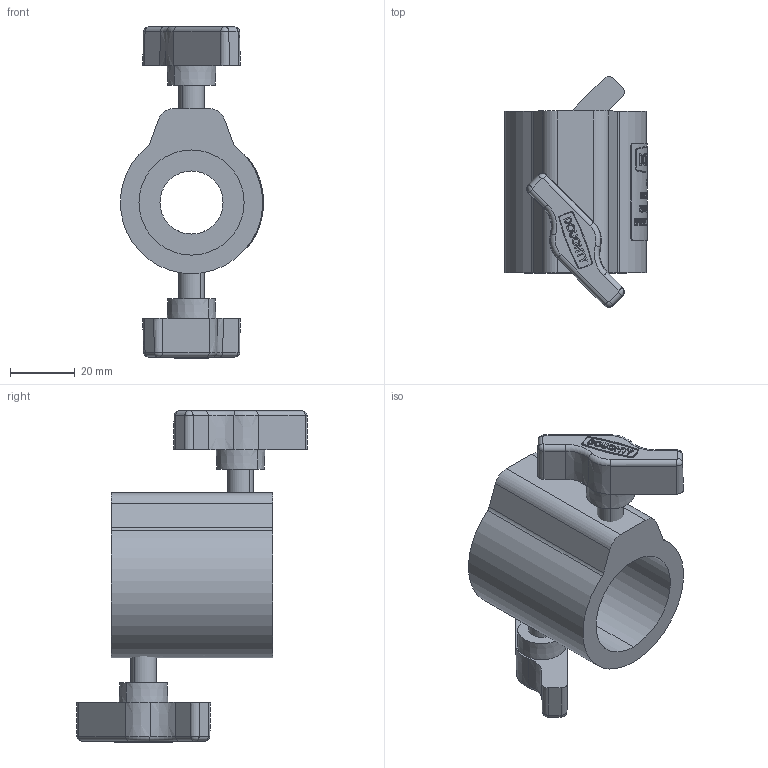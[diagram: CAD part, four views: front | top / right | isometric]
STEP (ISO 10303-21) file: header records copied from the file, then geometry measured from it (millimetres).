
FILE_DESCRIPTION (( 'STEP AP203' ), '1' );
FILE_NAME ('T50900.STEP', '2018-07-31T10:41:59', ( '' ), ( '' ), 'SwSTEP 2.0', 'SolidWorks 2016', '' );
FILE_SCHEMA (( 'CONFIG_CONTROL_DESIGN' ));
Length unit declared in the file: millimetre
Products named in the file (4): T50900; Doughty Knob_S0130; TH2038_TH1749; T50600 LABEL_T50900 LABEL
Assembly tree (4 placements, depth 2):
  T50900
    TH2038_TH1749
    Doughty Knob_S0130  x2
    T50600 LABEL_T50900 LABEL
Bounding box: 44.15 x 71.46 x 102.6 mm (x, y, z)
Volume: 67833.1 mm3; surface area: 22776.3 mm2
Topology: 4 solids, 4 shells, 1037 faces, 2764 edges, 1832 vertices
Faces by surface type: plane 468, bspline 356, cylinder 173, cone 24, torus 16
Entity records: 63826 total; most frequent: CARTESIAN_POINT 43430, ORIENTED_EDGE 4894, DIRECTION 2889, EDGE_CURVE 2447, VERTEX_POINT 1626, B_SPLINE_CURVE_WITH_KNOTS 1174, AXIS2_PLACEMENT_3D 1054, EDGE_LOOP 1001
